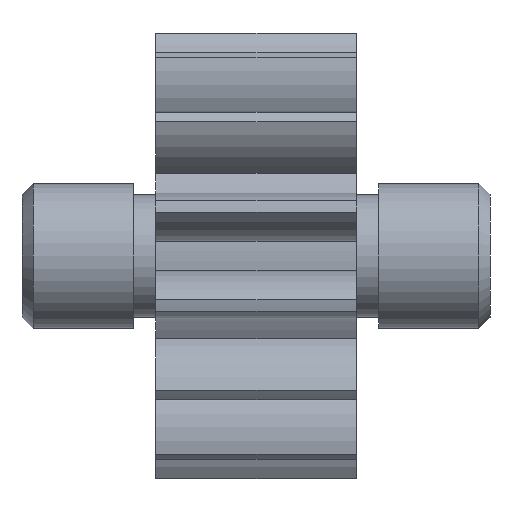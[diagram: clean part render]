
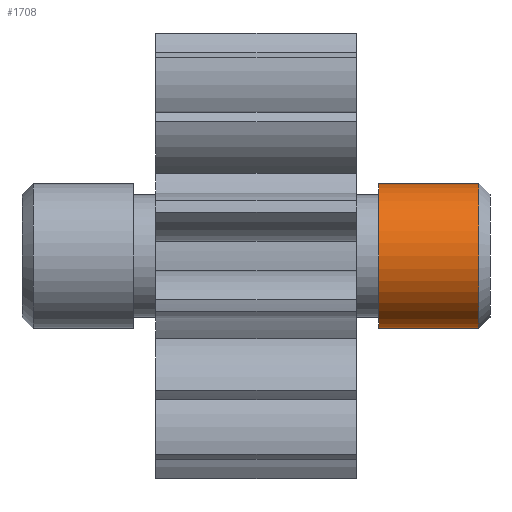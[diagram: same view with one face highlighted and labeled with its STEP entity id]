
A CAD part, front view. The second image highlights one B-rep face of the part: STEP entity #1708.
In plain terms, the highlighted cylindrical face has radius 6.5 mm (diameter 13 mm), a partial arc.
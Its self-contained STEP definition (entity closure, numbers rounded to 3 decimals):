
#153 = DIRECTION ( 'NONE',  ( -1., 0., 0. ) ) ;
#189 = ORIENTED_EDGE ( 'NONE', *, *, #2582, .F. ) ;
#220 = VECTOR ( 'NONE', #621, 1000. ) ;
#253 = VECTOR ( 'NONE', #1195, 1000. ) ;
#308 = VERTEX_POINT ( 'NONE', #828 ) ;
#424 = ORIENTED_EDGE ( 'NONE', *, *, #1366, .T. ) ;
#491 = ORIENTED_EDGE ( 'NONE', *, *, #625, .T. ) ;
#526 = AXIS2_PLACEMENT_3D ( 'NONE', #2394, #153, #2170 ) ;
#584 = CARTESIAN_POINT ( 'NONE',  ( 30., 0., 6.5 ) ) ;
#621 = DIRECTION ( 'NONE',  ( -1., 0., 0. ) ) ;
#625 = EDGE_CURVE ( 'NONE', #1535, #2141, #2196, .T. ) ;
#784 = CIRCLE ( 'NONE', #2070, 6.5 ) ;
#817 = LINE ( 'NONE', #2049, #220 ) ;
#828 = CARTESIAN_POINT ( 'NONE',  ( 20., 0., -6.5 ) ) ;
#878 = CARTESIAN_POINT ( 'NONE',  ( 20., 0., 6.5 ) ) ;
#892 = DIRECTION ( 'NONE',  ( 1., 0., 0. ) ) ;
#970 = CARTESIAN_POINT ( 'NONE',  ( 29., 0., 6.5 ) ) ;
#1150 = ORIENTED_EDGE ( 'NONE', *, *, #1437, .T. ) ;
#1195 = DIRECTION ( 'NONE',  ( -1., 0., 0. ) ) ;
#1366 = EDGE_CURVE ( 'NONE', #2141, #308, #784, .T. ) ;
#1416 = DIRECTION ( 'NONE',  ( -1., 0., 0. ) ) ;
#1437 = EDGE_CURVE ( 'NONE', #2583, #1535, #2203, .T. ) ;
#1535 = VERTEX_POINT ( 'NONE', #970 ) ;
#1595 = CARTESIAN_POINT ( 'NONE',  ( 30., 0., 0. ) ) ;
#1630 = CARTESIAN_POINT ( 'NONE',  ( 29., 0., -6.5 ) ) ;
#1651 = EDGE_LOOP ( 'NONE', ( #189, #1150, #491, #424 ) ) ;
#1708 = ADVANCED_FACE ( 'NONE', ( #2439 ), #2029, .T. ) ;
#1844 = AXIS2_PLACEMENT_3D ( 'NONE', #1595, #1416, #1852 ) ;
#1852 = DIRECTION ( 'NONE',  ( 0., 0., 1. ) ) ;
#1912 = CARTESIAN_POINT ( 'NONE',  ( 20., 0., 0. ) ) ;
#2029 = CYLINDRICAL_SURFACE ( 'NONE', #1844, 6.5 ) ;
#2049 = CARTESIAN_POINT ( 'NONE',  ( 30., 0., -6.5 ) ) ;
#2070 = AXIS2_PLACEMENT_3D ( 'NONE', #1912, #892, #2356 ) ;
#2141 = VERTEX_POINT ( 'NONE', #878 ) ;
#2170 = DIRECTION ( 'NONE',  ( 0., 0., -1. ) ) ;
#2196 = LINE ( 'NONE', #584, #253 ) ;
#2203 = CIRCLE ( 'NONE', #526, 6.5 ) ;
#2356 = DIRECTION ( 'NONE',  ( 0., 0., -1. ) ) ;
#2394 = CARTESIAN_POINT ( 'NONE',  ( 29., 0., 0. ) ) ;
#2439 = FACE_OUTER_BOUND ( 'NONE', #1651, .T. ) ;
#2582 = EDGE_CURVE ( 'NONE', #2583, #308, #817, .T. ) ;
#2583 = VERTEX_POINT ( 'NONE', #1630 ) ;
